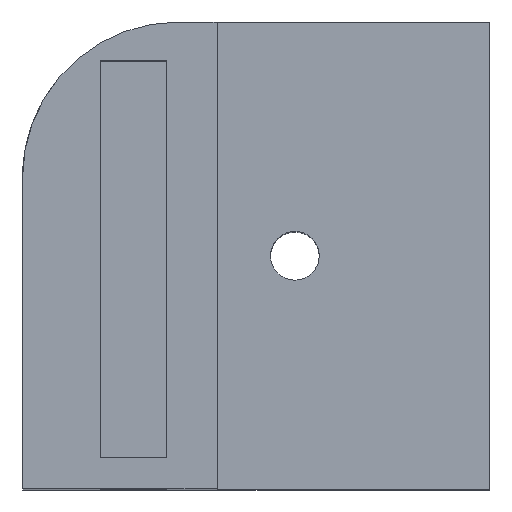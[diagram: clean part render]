
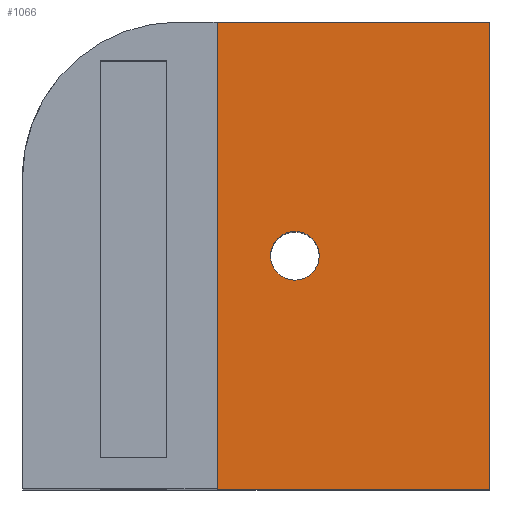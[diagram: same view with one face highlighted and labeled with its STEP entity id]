
A CAD part, top view. The second image highlights one B-rep face of the part: STEP entity #1066.
In plain terms, the highlighted planar face has unit normal (0, 0, 1).
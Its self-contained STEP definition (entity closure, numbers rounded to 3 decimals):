
#43 = PLANE('',#44);
#44 = AXIS2_PLACEMENT_3D('',#45,#46,#47);
#45 = CARTESIAN_POINT('',(3.,5.,0.));
#46 = DIRECTION('',(0.,1.,0.));
#47 = DIRECTION('',(1.,0.,0.));
#124 = VERTEX_POINT('',#125);
#125 = CARTESIAN_POINT('',(5.,5.,22.));
#139 = PLANE('',#140);
#140 = AXIS2_PLACEMENT_3D('',#141,#142,#143);
#141 = CARTESIAN_POINT('',(5.,5.,32.));
#142 = DIRECTION('',(1.,0.,0.));
#143 = DIRECTION('',(0.,0.,-1.));
#151 = EDGE_CURVE('',#124,#152,#154,.T.);
#152 = VERTEX_POINT('',#153);
#153 = CARTESIAN_POINT('',(19.,5.,22.));
#154 = SURFACE_CURVE('',#155,(#159,#166),.PCURVE_S1.);
#155 = LINE('',#156,#157);
#156 = CARTESIAN_POINT('',(5.,5.,22.));
#157 = VECTOR('',#158,1.);
#158 = DIRECTION('',(1.,0.,0.));
#159 = PCURVE('',#43,#160);
#160 = DEFINITIONAL_REPRESENTATION('',(#161),#165);
#161 = LINE('',#162,#163);
#162 = CARTESIAN_POINT('',(2.,-22.));
#163 = VECTOR('',#164,1.);
#164 = DIRECTION('',(1.,0.));
#165 = ( GEOMETRIC_REPRESENTATION_CONTEXT(2) 
PARAMETRIC_REPRESENTATION_CONTEXT() REPRESENTATION_CONTEXT('2D SPACE',''
  ) );
#166 = PCURVE('',#167,#172);
#167 = PLANE('',#168);
#168 = AXIS2_PLACEMENT_3D('',#169,#170,#171);
#169 = CARTESIAN_POINT('',(5.,5.,22.));
#170 = DIRECTION('',(0.,0.,1.));
#171 = DIRECTION('',(1.,0.,0.));
#172 = DEFINITIONAL_REPRESENTATION('',(#173),#177);
#173 = LINE('',#174,#175);
#174 = CARTESIAN_POINT('',(0.,0.));
#175 = VECTOR('',#176,1.);
#176 = DIRECTION('',(1.,0.));
#177 = ( GEOMETRIC_REPRESENTATION_CONTEXT(2) 
PARAMETRIC_REPRESENTATION_CONTEXT() REPRESENTATION_CONTEXT('2D SPACE',''
  ) );
#193 = PLANE('',#194);
#194 = AXIS2_PLACEMENT_3D('',#195,#196,#197);
#195 = CARTESIAN_POINT('',(19.,5.,0.));
#196 = DIRECTION('',(1.,0.,0.));
#197 = DIRECTION('',(0.,-1.,0.));
#339 = PLANE('',#340);
#340 = AXIS2_PLACEMENT_3D('',#341,#342,#343);
#341 = CARTESIAN_POINT('',(19.,-19.,0.));
#342 = DIRECTION('',(0.,-1.,0.));
#343 = DIRECTION('',(-1.,0.,0.));
#391 = CYLINDRICAL_SURFACE('',#392,1.25);
#392 = AXIS2_PLACEMENT_3D('',#393,#394,#395);
#393 = CARTESIAN_POINT('',(9.,-7.,32.));
#394 = DIRECTION('',(0.,0.,1.));
#395 = DIRECTION('',(1.,0.,-0.));
#653 = EDGE_CURVE('',#152,#654,#656,.T.);
#654 = VERTEX_POINT('',#655);
#655 = CARTESIAN_POINT('',(19.,-19.,22.));
#656 = SURFACE_CURVE('',#657,(#661,#668),.PCURVE_S1.);
#657 = LINE('',#658,#659);
#658 = CARTESIAN_POINT('',(19.,5.,22.));
#659 = VECTOR('',#660,1.);
#660 = DIRECTION('',(0.,-1.,0.));
#661 = PCURVE('',#193,#662);
#662 = DEFINITIONAL_REPRESENTATION('',(#663),#667);
#663 = LINE('',#664,#665);
#664 = CARTESIAN_POINT('',(0.,-22.));
#665 = VECTOR('',#666,1.);
#666 = DIRECTION('',(1.,0.));
#667 = ( GEOMETRIC_REPRESENTATION_CONTEXT(2) 
PARAMETRIC_REPRESENTATION_CONTEXT() REPRESENTATION_CONTEXT('2D SPACE',''
  ) );
#668 = PCURVE('',#167,#669);
#669 = DEFINITIONAL_REPRESENTATION('',(#670),#674);
#670 = LINE('',#671,#672);
#671 = CARTESIAN_POINT('',(14.,0.));
#672 = VECTOR('',#673,1.);
#673 = DIRECTION('',(0.,-1.));
#674 = ( GEOMETRIC_REPRESENTATION_CONTEXT(2) 
PARAMETRIC_REPRESENTATION_CONTEXT() REPRESENTATION_CONTEXT('2D SPACE',''
  ) );
#1066 = ADVANCED_FACE('',(#1067,#1115),#167,.T.);
#1067 = FACE_BOUND('',#1068,.T.);
#1068 = EDGE_LOOP('',(#1069,#1092,#1113,#1114));
#1069 = ORIENTED_EDGE('',*,*,#1070,.T.);
#1070 = EDGE_CURVE('',#124,#1071,#1073,.T.);
#1071 = VERTEX_POINT('',#1072);
#1072 = CARTESIAN_POINT('',(5.,-19.,22.));
#1073 = SURFACE_CURVE('',#1074,(#1078,#1085),.PCURVE_S1.);
#1074 = LINE('',#1075,#1076);
#1075 = CARTESIAN_POINT('',(5.,5.,22.));
#1076 = VECTOR('',#1077,1.);
#1077 = DIRECTION('',(0.,-1.,0.));
#1078 = PCURVE('',#167,#1079);
#1079 = DEFINITIONAL_REPRESENTATION('',(#1080),#1084);
#1080 = LINE('',#1081,#1082);
#1081 = CARTESIAN_POINT('',(0.,0.));
#1082 = VECTOR('',#1083,1.);
#1083 = DIRECTION('',(0.,-1.));
#1084 = ( GEOMETRIC_REPRESENTATION_CONTEXT(2) 
PARAMETRIC_REPRESENTATION_CONTEXT() REPRESENTATION_CONTEXT('2D SPACE',''
  ) );
#1085 = PCURVE('',#139,#1086);
#1086 = DEFINITIONAL_REPRESENTATION('',(#1087),#1091);
#1087 = LINE('',#1088,#1089);
#1088 = CARTESIAN_POINT('',(10.,0.));
#1089 = VECTOR('',#1090,1.);
#1090 = DIRECTION('',(0.,-1.));
#1091 = ( GEOMETRIC_REPRESENTATION_CONTEXT(2) 
PARAMETRIC_REPRESENTATION_CONTEXT() REPRESENTATION_CONTEXT('2D SPACE',''
  ) );
#1092 = ORIENTED_EDGE('',*,*,#1093,.T.);
#1093 = EDGE_CURVE('',#1071,#654,#1094,.T.);
#1094 = SURFACE_CURVE('',#1095,(#1099,#1106),.PCURVE_S1.);
#1095 = LINE('',#1096,#1097);
#1096 = CARTESIAN_POINT('',(5.,-19.,22.));
#1097 = VECTOR('',#1098,1.);
#1098 = DIRECTION('',(1.,0.,0.));
#1099 = PCURVE('',#167,#1100);
#1100 = DEFINITIONAL_REPRESENTATION('',(#1101),#1105);
#1101 = LINE('',#1102,#1103);
#1102 = CARTESIAN_POINT('',(0.,-24.));
#1103 = VECTOR('',#1104,1.);
#1104 = DIRECTION('',(1.,0.));
#1105 = ( GEOMETRIC_REPRESENTATION_CONTEXT(2) 
PARAMETRIC_REPRESENTATION_CONTEXT() REPRESENTATION_CONTEXT('2D SPACE',''
  ) );
#1106 = PCURVE('',#339,#1107);
#1107 = DEFINITIONAL_REPRESENTATION('',(#1108),#1112);
#1108 = LINE('',#1109,#1110);
#1109 = CARTESIAN_POINT('',(14.,-22.));
#1110 = VECTOR('',#1111,1.);
#1111 = DIRECTION('',(-1.,-0.));
#1112 = ( GEOMETRIC_REPRESENTATION_CONTEXT(2) 
PARAMETRIC_REPRESENTATION_CONTEXT() REPRESENTATION_CONTEXT('2D SPACE',''
  ) );
#1113 = ORIENTED_EDGE('',*,*,#653,.F.);
#1114 = ORIENTED_EDGE('',*,*,#151,.F.);
#1115 = FACE_BOUND('',#1116,.T.);
#1116 = EDGE_LOOP('',(#1117));
#1117 = ORIENTED_EDGE('',*,*,#1118,.F.);
#1118 = EDGE_CURVE('',#1119,#1119,#1121,.T.);
#1119 = VERTEX_POINT('',#1120);
#1120 = CARTESIAN_POINT('',(10.25,-7.,22.));
#1121 = SURFACE_CURVE('',#1122,(#1127,#1134),.PCURVE_S1.);
#1122 = CIRCLE('',#1123,1.25);
#1123 = AXIS2_PLACEMENT_3D('',#1124,#1125,#1126);
#1124 = CARTESIAN_POINT('',(9.,-7.,22.));
#1125 = DIRECTION('',(0.,0.,1.));
#1126 = DIRECTION('',(1.,0.,-0.));
#1127 = PCURVE('',#167,#1128);
#1128 = DEFINITIONAL_REPRESENTATION('',(#1129),#1133);
#1129 = CIRCLE('',#1130,1.25);
#1130 = AXIS2_PLACEMENT_2D('',#1131,#1132);
#1131 = CARTESIAN_POINT('',(4.,-12.));
#1132 = DIRECTION('',(1.,0.));
#1133 = ( GEOMETRIC_REPRESENTATION_CONTEXT(2) 
PARAMETRIC_REPRESENTATION_CONTEXT() REPRESENTATION_CONTEXT('2D SPACE',''
  ) );
#1134 = PCURVE('',#391,#1135);
#1135 = DEFINITIONAL_REPRESENTATION('',(#1136),#1140);
#1136 = LINE('',#1137,#1138);
#1137 = CARTESIAN_POINT('',(0.,-10.));
#1138 = VECTOR('',#1139,1.);
#1139 = DIRECTION('',(1.,0.));
#1140 = ( GEOMETRIC_REPRESENTATION_CONTEXT(2) 
PARAMETRIC_REPRESENTATION_CONTEXT() REPRESENTATION_CONTEXT('2D SPACE',''
  ) );
